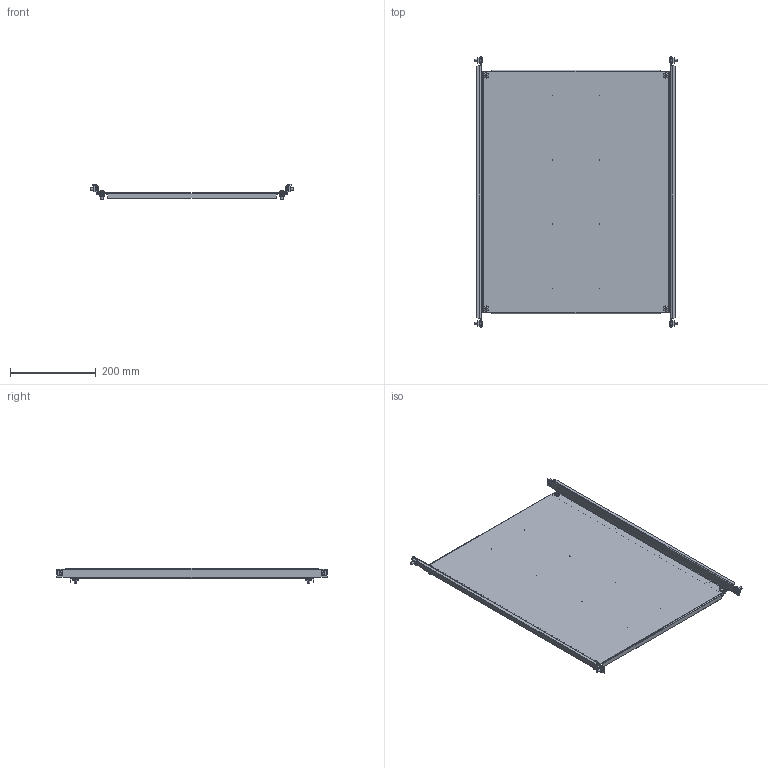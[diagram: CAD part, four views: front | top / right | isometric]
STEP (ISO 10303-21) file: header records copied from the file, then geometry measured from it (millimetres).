
FILE_DESCRIPTION (( 'STEP AP214' ), '1' );
FILE_NAME ('Ìîíòàæíàÿ ïàíåëü äëÿ 65.50.22 Ãðàíèò EKF PROxima.STEP', '2022-06-28T07:14:22', ( '' ), ( '' ), 'SwSTEP 2.0', 'SolidWorks 2021', '' );
FILE_SCHEMA (( 'AUTOMOTIVE_DESIGN' ));
Length unit declared in the file: millimetre
Products named in the file (5): ﾌﾈ-2454.06.00.001 ﾍ瑜粱 650; ÌÈ-2454.06.00.002 Ïàíåëü ìîíòàæíàÿ; Ãàéêà êóçîâíàÿ Ì6; pan head cross recess screw_din_DIN EN ISO 7045 - M6 x 16 - Z - 16N; Ìîíòàæíàÿ ïàíåëü äëÿ 65.50.22 Ãðàíèò EKF PROxima
Assembly tree (19 placements, depth 2):
  Ìîíòàæíàÿ ïàíåëü äëÿ 65.50.22 Ãðàíèò EKF PROxima
    ÌÈ-2454.06.00.002 Ïàíåëü ìîíòàæíàÿ
    ﾌﾈ-2454.06.00.001 ﾍ瑜粱 650  x2
    Ãàéêà êóçîâíàÿ Ì6  x8
    pan head cross recess screw_din_DIN EN ISO 7045 - M6 x 16 - Z - 16N  x8
Bounding box: 476 x 633 x 35.5 mm (x, y, z)
Volume: 505134.3 mm3; surface area: 678370 mm2
Topology: 19 solids, 19 shells, 754 faces, 1940 edges, 1224 vertices
Faces by surface type: plane 474, cylinder 184, cone 48, torus 32, sphere 16
Entity records: 6342 total; most frequent: CARTESIAN_POINT 1139, DIRECTION 1050, ORIENTED_EDGE 1004, EDGE_CURVE 502, AXIS2_PLACEMENT_3D 354, VECTOR 342, LINE 342, VERTEX_POINT 315
